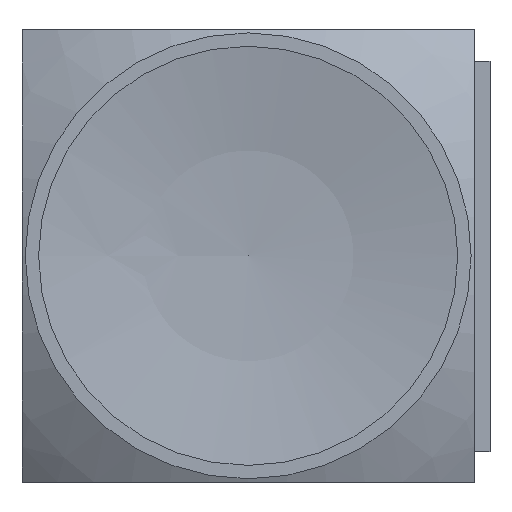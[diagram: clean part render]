
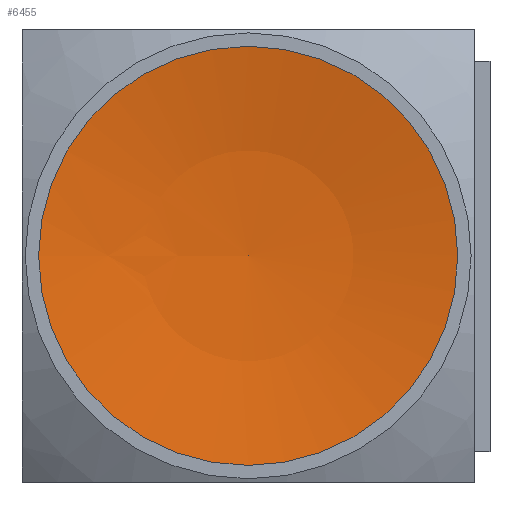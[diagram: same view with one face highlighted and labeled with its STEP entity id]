
A CAD part, top view. The second image highlights one B-rep face of the part: STEP entity #6455.
In plain terms, the highlighted spherical face has radius 41 mm.
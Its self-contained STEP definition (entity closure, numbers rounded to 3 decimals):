
#63=SPHERICAL_SURFACE('',#6929,41.);
#177=CIRCLE('',#6916,8.06);
#178=CIRCLE('',#6917,8.06);
#185=CIRCLE('',#6930,41.);
#532=FACE_OUTER_BOUND('',#875,.T.);
#875=EDGE_LOOP('',(#5693,#5694,#5695,#5696));
#3058=VERTEX_POINT('',#10410);
#3059=VERTEX_POINT('',#10411);
#3069=VERTEX_POINT('',#10443);
#3948=EDGE_CURVE('',#3058,#3059,#177,.T.);
#3949=EDGE_CURVE('',#3059,#3058,#178,.T.);
#3964=EDGE_CURVE('',#3069,#3059,#185,.T.);
#5693=ORIENTED_EDGE('',*,*,#3964,.T.);
#5694=ORIENTED_EDGE('',*,*,#3948,.F.);
#5695=ORIENTED_EDGE('',*,*,#3949,.F.);
#5696=ORIENTED_EDGE('',*,*,#3964,.F.);
#6455=ADVANCED_FACE('',(#532),#63,.F.);
#6916=AXIS2_PLACEMENT_3D('',#10412,#8523,#8524);
#6917=AXIS2_PLACEMENT_3D('',#10413,#8525,#8526);
#6929=AXIS2_PLACEMENT_3D('',#10442,#8557,#8558);
#6930=AXIS2_PLACEMENT_3D('',#10444,#8559,#8560);
#8523=DIRECTION('center_axis',(0.,0.,
-1.));
#8524=DIRECTION('ref_axis',(0.,1.,0.));
#8525=DIRECTION('center_axis',(0.,0.,
-1.));
#8526=DIRECTION('ref_axis',(0.,1.,0.));
#8557=DIRECTION('center_axis',(0.,0.,
1.));
#8558=DIRECTION('ref_axis',(1.,0.,0.));
#8559=DIRECTION('center_axis',(0.,1.,0.));
#8560=DIRECTION('ref_axis',(-1.,0.,0.));
#10410=CARTESIAN_POINT('',(0.,-8.06,22.5));
#10411=CARTESIAN_POINT('',(-8.06,0.,22.5));
#10412=CARTESIAN_POINT('Origin',(0.,0.,
22.5));
#10413=CARTESIAN_POINT('Origin',(0.,0.,
22.5));
#10442=CARTESIAN_POINT('Origin',(0.,0.,
62.7));
#10443=CARTESIAN_POINT('',(0.,0.,21.7));
#10444=CARTESIAN_POINT('Origin',(0.,0.,
62.7));
